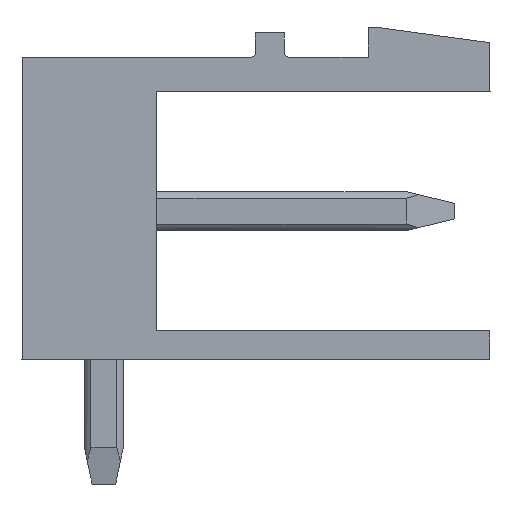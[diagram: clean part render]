
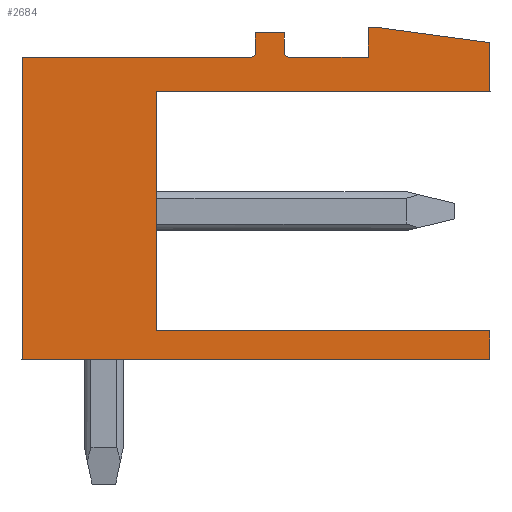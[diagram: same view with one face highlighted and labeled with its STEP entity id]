
A CAD part, left-side view. The second image highlights one B-rep face of the part: STEP entity #2684.
In plain terms, the highlighted planar face has unit normal (-1, 0, 0).
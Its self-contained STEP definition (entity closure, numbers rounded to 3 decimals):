
#1365=AXIS2_PLACEMENT_3D('Circle Axis2P3D',#1363,#1364,$) ;
#1489=AXIS2_PLACEMENT_3D('Circle Axis2P3D',#1487,#1488,$) ;
#2663=AXIS2_PLACEMENT_3D('Plane Axis2P3D',#2660,#2661,#2662) ;
#49=CARTESIAN_POINT('Vertex',(0.,8.55,3.93)) ;
#52=CARTESIAN_POINT('Line Origine',(0.,4.275,3.93)) ;
#56=CARTESIAN_POINT('Vertex',(0.,0.,3.93)) ;
#87=CARTESIAN_POINT('Vertex',(0.,8.55,10.06)) ;
#90=CARTESIAN_POINT('Line Origine',(0.,8.55,6.995)) ;
#1174=CARTESIAN_POINT('Vertex',(0.,0.,10.06)) ;
#1177=CARTESIAN_POINT('Line Origine',(0.,4.275,10.06)) ;
#1205=CARTESIAN_POINT('Vertex',(0.,0.,11.32)) ;
#1208=CARTESIAN_POINT('Line Origine',(0.,0.,10.69)) ;
#1236=CARTESIAN_POINT('Vertex',(0.,2.8,11.7)) ;
#1239=CARTESIAN_POINT('Line Origine',(0.,1.4,11.51)) ;
#1267=CARTESIAN_POINT('Vertex',(0.,3.12,11.7)) ;
#1270=CARTESIAN_POINT('Line Origine',(0.,2.96,11.7)) ;
#1298=CARTESIAN_POINT('Vertex',(0.,3.12,10.95)) ;
#1301=CARTESIAN_POINT('Line Origine',(0.,3.12,11.325)) ;
#1329=CARTESIAN_POINT('Vertex',(0.,5.17,10.95)) ;
#1332=CARTESIAN_POINT('Line Origine',(0.,4.145,10.95)) ;
#1360=CARTESIAN_POINT('Vertex',(0.,5.27,11.05)) ;
#1363=CARTESIAN_POINT('Axis2P3D Location',(0.,5.17,11.05)) ;
#1391=CARTESIAN_POINT('Vertex',(0.,5.27,11.57)) ;
#1394=CARTESIAN_POINT('Line Origine',(0.,5.27,11.31)) ;
#1422=CARTESIAN_POINT('Vertex',(0.,6.02,11.57)) ;
#1425=CARTESIAN_POINT('Line Origine',(0.,5.645,11.57)) ;
#1453=CARTESIAN_POINT('Vertex',(0.,6.02,11.05)) ;
#1456=CARTESIAN_POINT('Line Origine',(0.,6.02,11.31)) ;
#1484=CARTESIAN_POINT('Vertex',(0.,6.12,10.95)) ;
#1487=CARTESIAN_POINT('Axis2P3D Location',(0.,6.12,11.05)) ;
#1510=CARTESIAN_POINT('Vertex',(0.,12.,10.95)) ;
#1513=CARTESIAN_POINT('Line Origine',(0.,9.06,10.95)) ;
#1541=CARTESIAN_POINT('Vertex',(0.,12.,3.2)) ;
#1544=CARTESIAN_POINT('Line Origine',(0.,12.,7.075)) ;
#1572=CARTESIAN_POINT('Vertex',(0.,0.,3.2)) ;
#1575=CARTESIAN_POINT('Line Origine',(0.,6.,3.2)) ;
#2648=CARTESIAN_POINT('Line Origine',(0.,0.,3.565)) ;
#2660=CARTESIAN_POINT('Axis2P3D Location',(0.,0.,0.)) ;
#53=DIRECTION('Vector Direction',(0.,1.,0.)) ;
#91=DIRECTION('Vector Direction',(0.,0.,-1.)) ;
#1178=DIRECTION('Vector Direction',(0.,-1.,0.)) ;
#1209=DIRECTION('Vector Direction',(0.,0.,1.)) ;
#1240=DIRECTION('Vector Direction',(0.,0.991,0.134)) ;
#1271=DIRECTION('Vector Direction',(0.,1.,0.)) ;
#1302=DIRECTION('Vector Direction',(0.,0.,-1.)) ;
#1333=DIRECTION('Vector Direction',(0.,1.,0.)) ;
#1364=DIRECTION('Axis2P3D Direction',(-1.,0.,0.)) ;
#1395=DIRECTION('Vector Direction',(0.,0.,1.)) ;
#1426=DIRECTION('Vector Direction',(0.,1.,0.)) ;
#1457=DIRECTION('Vector Direction',(0.,0.,-1.)) ;
#1488=DIRECTION('Axis2P3D Direction',(-1.,0.,0.)) ;
#1514=DIRECTION('Vector Direction',(0.,1.,0.)) ;
#1545=DIRECTION('Vector Direction',(0.,0.,-1.)) ;
#1576=DIRECTION('Vector Direction',(0.,1.,0.)) ;
#2649=DIRECTION('Vector Direction',(0.,0.,-1.)) ;
#2661=DIRECTION('Axis2P3D Direction',(-1.,0.,0.)) ;
#2662=DIRECTION('Axis2P3D XDirection',(0.,0.,1.)) ;
#54=VECTOR('Line Direction',#53,1.) ;
#92=VECTOR('Line Direction',#91,1.) ;
#1179=VECTOR('Line Direction',#1178,1.) ;
#1210=VECTOR('Line Direction',#1209,1.) ;
#1241=VECTOR('Line Direction',#1240,1.) ;
#1272=VECTOR('Line Direction',#1271,1.) ;
#1303=VECTOR('Line Direction',#1302,1.) ;
#1334=VECTOR('Line Direction',#1333,1.) ;
#1396=VECTOR('Line Direction',#1395,1.) ;
#1427=VECTOR('Line Direction',#1426,1.) ;
#1458=VECTOR('Line Direction',#1457,1.) ;
#1515=VECTOR('Line Direction',#1514,1.) ;
#1546=VECTOR('Line Direction',#1545,1.) ;
#1577=VECTOR('Line Direction',#1576,1.) ;
#2650=VECTOR('Line Direction',#2649,1.) ;
#2666=ORIENTED_EDGE('',*,*,#58,.T.) ;
#2667=ORIENTED_EDGE('',*,*,#94,.T.) ;
#2668=ORIENTED_EDGE('',*,*,#1181,.T.) ;
#2669=ORIENTED_EDGE('',*,*,#1212,.T.) ;
#2670=ORIENTED_EDGE('',*,*,#1243,.T.) ;
#2671=ORIENTED_EDGE('',*,*,#1274,.T.) ;
#2672=ORIENTED_EDGE('',*,*,#1305,.T.) ;
#2673=ORIENTED_EDGE('',*,*,#1336,.T.) ;
#2674=ORIENTED_EDGE('',*,*,#1367,.T.) ;
#2675=ORIENTED_EDGE('',*,*,#1398,.T.) ;
#2676=ORIENTED_EDGE('',*,*,#1429,.T.) ;
#2677=ORIENTED_EDGE('',*,*,#1460,.T.) ;
#2678=ORIENTED_EDGE('',*,*,#1491,.T.) ;
#2679=ORIENTED_EDGE('',*,*,#1517,.T.) ;
#2680=ORIENTED_EDGE('',*,*,#1548,.T.) ;
#2681=ORIENTED_EDGE('',*,*,#1579,.T.) ;
#2682=ORIENTED_EDGE('',*,*,#2652,.T.) ;
#2684=ADVANCED_FACE('Housing',(#2683),#2664,.T.) ;
#1366=CIRCLE('generated circle',#1365,0.1) ;
#1490=CIRCLE('generated circle',#1489,0.1) ;
#58=EDGE_CURVE('',#57,#50,#55,.T.) ;
#94=EDGE_CURVE('',#50,#88,#93,.F.) ;
#1181=EDGE_CURVE('',#88,#1175,#1180,.T.) ;
#1212=EDGE_CURVE('',#1175,#1206,#1211,.T.) ;
#1243=EDGE_CURVE('',#1206,#1237,#1242,.T.) ;
#1274=EDGE_CURVE('',#1237,#1268,#1273,.T.) ;
#1305=EDGE_CURVE('',#1268,#1299,#1304,.T.) ;
#1336=EDGE_CURVE('',#1299,#1330,#1335,.T.) ;
#1367=EDGE_CURVE('',#1330,#1361,#1366,.F.) ;
#1398=EDGE_CURVE('',#1361,#1392,#1397,.T.) ;
#1429=EDGE_CURVE('',#1392,#1423,#1428,.T.) ;
#1460=EDGE_CURVE('',#1423,#1454,#1459,.T.) ;
#1491=EDGE_CURVE('',#1454,#1485,#1490,.F.) ;
#1517=EDGE_CURVE('',#1485,#1511,#1516,.T.) ;
#1548=EDGE_CURVE('',#1511,#1542,#1547,.T.) ;
#1579=EDGE_CURVE('',#1542,#1573,#1578,.F.) ;
#2652=EDGE_CURVE('',#1573,#57,#2651,.F.) ;
#2665=EDGE_LOOP('',(#2666,#2667,#2668,#2669,#2670,#2671,#2672,#2673,#2674,#2675,#2676,#2677,#2678,#2679,#2680,#2681,#2682)) ;
#2683=FACE_OUTER_BOUND('',#2665,.T.) ;
#55=LINE('Line',#52,#54) ;
#93=LINE('Line',#90,#92) ;
#1180=LINE('Line',#1177,#1179) ;
#1211=LINE('Line',#1208,#1210) ;
#1242=LINE('Line',#1239,#1241) ;
#1273=LINE('Line',#1270,#1272) ;
#1304=LINE('Line',#1301,#1303) ;
#1335=LINE('Line',#1332,#1334) ;
#1397=LINE('Line',#1394,#1396) ;
#1428=LINE('Line',#1425,#1427) ;
#1459=LINE('Line',#1456,#1458) ;
#1516=LINE('Line',#1513,#1515) ;
#1547=LINE('Line',#1544,#1546) ;
#1578=LINE('Line',#1575,#1577) ;
#2651=LINE('Line',#2648,#2650) ;
#2664=PLANE('',#2663) ;
#50=VERTEX_POINT('',#49) ;
#57=VERTEX_POINT('',#56) ;
#88=VERTEX_POINT('',#87) ;
#1175=VERTEX_POINT('',#1174) ;
#1206=VERTEX_POINT('',#1205) ;
#1237=VERTEX_POINT('',#1236) ;
#1268=VERTEX_POINT('',#1267) ;
#1299=VERTEX_POINT('',#1298) ;
#1330=VERTEX_POINT('',#1329) ;
#1361=VERTEX_POINT('',#1360) ;
#1392=VERTEX_POINT('',#1391) ;
#1423=VERTEX_POINT('',#1422) ;
#1454=VERTEX_POINT('',#1453) ;
#1485=VERTEX_POINT('',#1484) ;
#1511=VERTEX_POINT('',#1510) ;
#1542=VERTEX_POINT('',#1541) ;
#1573=VERTEX_POINT('',#1572) ;
